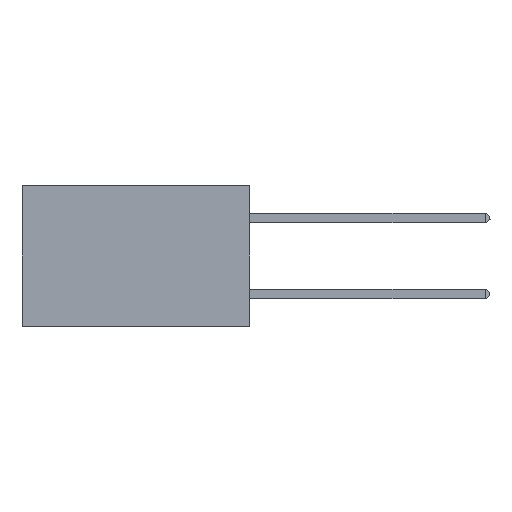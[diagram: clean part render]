
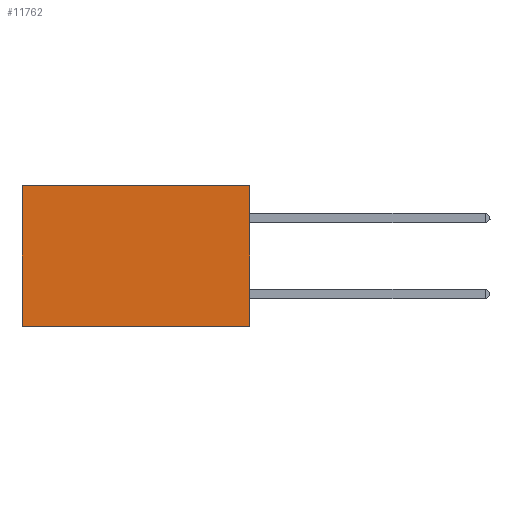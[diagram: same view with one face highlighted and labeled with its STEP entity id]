
A CAD part, left-side view. The second image highlights one B-rep face of the part: STEP entity #11762.
In plain terms, the highlighted planar face has unit normal (-1, 0, 0).
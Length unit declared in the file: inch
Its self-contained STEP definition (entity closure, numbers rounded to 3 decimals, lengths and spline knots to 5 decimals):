
#368 = PLANE ( 'NONE',  #3836 ) ;
#403 = EDGE_CURVE ( 'NONE', #5529, #18517, #17448, .T. ) ;
#1555 = VECTOR ( 'NONE', #9607, 39.37008 ) ;
#3702 = ORIENTED_EDGE ( 'NONE', *, *, #7244, .F. ) ;
#3836 = AXIS2_PLACEMENT_3D ( 'NONE', #16808, #5618, #7829 ) ;
#4847 = VECTOR ( 'NONE', #7680, 39.37008 ) ;
#5529 = VERTEX_POINT ( 'NONE', #13523 ) ;
#5618 = DIRECTION ( 'NONE',  ( 1., 0., 0. ) ) ;
#5709 = EDGE_CURVE ( 'NONE', #24078, #10677, #7514, .T. ) ;
#7244 = EDGE_CURVE ( 'NONE', #24078, #5529, #23823, .T. ) ;
#7514 = LINE ( 'NONE', #11891, #12754 ) ;
#7520 = CARTESIAN_POINT ( 'NONE',  ( 0.2875, 0., -0.37 ) ) ;
#7680 = DIRECTION ( 'NONE',  ( 0., 1., 0. ) ) ;
#7829 = DIRECTION ( 'NONE',  ( 0., 0., -1. ) ) ;
#9607 = DIRECTION ( 'NONE',  ( 0., 0., -1. ) ) ;
#10677 = VERTEX_POINT ( 'NONE', #19133 ) ;
#11306 = DIRECTION ( 'NONE',  ( 0., 0., -1. ) ) ;
#11440 = LINE ( 'NONE', #13261, #19686 ) ;
#11762 = ADVANCED_FACE ( 'NONE', ( #24063 ), #368, .F. ) ;
#11803 = EDGE_CURVE ( 'NONE', #10677, #18517, #11440, .T. ) ;
#11891 = CARTESIAN_POINT ( 'NONE',  ( 0.2875, 0., 0. ) ) ;
#12754 = VECTOR ( 'NONE', #19555, 39.37008 ) ;
#13261 = CARTESIAN_POINT ( 'NONE',  ( 0.2875, 0.6, 0. ) ) ;
#13523 = CARTESIAN_POINT ( 'NONE',  ( 0.2875, 0., -0.37 ) ) ;
#15379 = CARTESIAN_POINT ( 'NONE',  ( 0.2875, 0., 0. ) ) ;
#15708 = ORIENTED_EDGE ( 'NONE', *, *, #5709, .T. ) ;
#16808 = CARTESIAN_POINT ( 'NONE',  ( 0.2875, 0., 0. ) ) ;
#17090 = EDGE_LOOP ( 'NONE', ( #17469, #18116, #3702, #15708 ) ) ;
#17448 = LINE ( 'NONE', #7520, #4847 ) ;
#17469 = ORIENTED_EDGE ( 'NONE', *, *, #11803, .T. ) ;
#18116 = ORIENTED_EDGE ( 'NONE', *, *, #403, .F. ) ;
#18517 = VERTEX_POINT ( 'NONE', #20448 ) ;
#19133 = CARTESIAN_POINT ( 'NONE',  ( 0.2875, 0.6, 0. ) ) ;
#19555 = DIRECTION ( 'NONE',  ( 0., 1., 0. ) ) ;
#19686 = VECTOR ( 'NONE', #11306, 39.37008 ) ;
#20448 = CARTESIAN_POINT ( 'NONE',  ( 0.2875, 0.6, -0.37 ) ) ;
#23099 = CARTESIAN_POINT ( 'NONE',  ( 0.2875, 0., 0. ) ) ;
#23823 = LINE ( 'NONE', #15379, #1555 ) ;
#24063 = FACE_OUTER_BOUND ( 'NONE', #17090, .T. ) ;
#24078 = VERTEX_POINT ( 'NONE', #23099 ) ;
